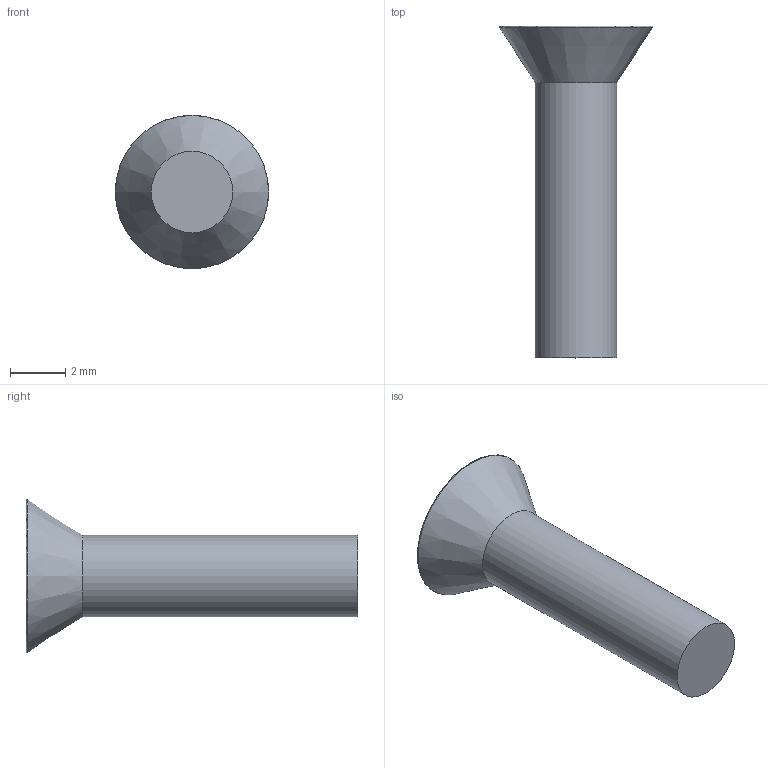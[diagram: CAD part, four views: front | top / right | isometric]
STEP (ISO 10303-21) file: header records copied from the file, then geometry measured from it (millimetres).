
FILE_DESCRIPTION(/* description */ (''),/* implementation_level */ '2;1');
FILE_NAME(/* name */ 'M3 10mm TX10 bolt.stp',/* time_stamp */ '2015-05-03T13:24:28+02:00',/* author */ (''),/* organization */ (''),/* preprocessor_version */ 'ST-DEVELOPER v16',/* originating_system */ 'Autodesk Translator Framework v4.0.0.4510',/* authorisation */ '');
FILE_SCHEMA (('AUTOMOTIVE_DESIGN { 1 0 10303 214 3 1 1 }'));
Length unit declared in the file: centimetre
Products named in the file (1): 10mm M3 TX10 bolt v3
Bounding box: 5.55 x 12 x 5.55 mm (x, y, z)
Volume: 92.2 mm3; surface area: 167 mm2
Topology: 1 solids, 1 shells, 18 faces, 44 edges, 29 vertices
Faces by surface type: cylinder 13, plane 3, torus 1, cone 1
Full cylindrical faces by diameter (mm): 2.938 x1
Entity records: 555 total; most frequent: DIRECTION 106, CARTESIAN_POINT 87, ORIENTED_EDGE 80, AXIS2_PLACEMENT_3D 47, EDGE_CURVE 40, CIRCLE 28, VERTEX_POINT 28, EDGE_LOOP 22
